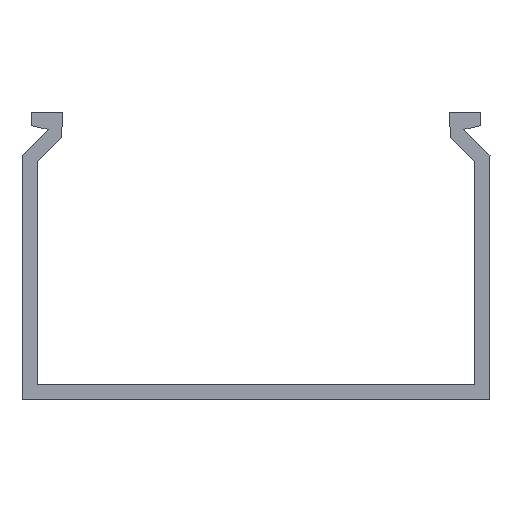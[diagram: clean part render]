
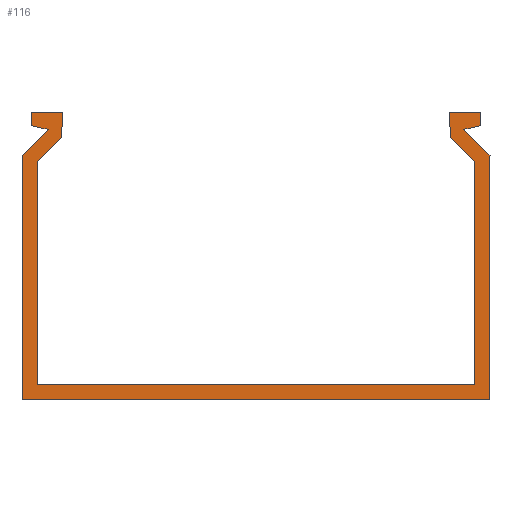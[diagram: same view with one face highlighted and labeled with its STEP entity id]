
A CAD part, front view. The second image highlights one B-rep face of the part: STEP entity #116.
In plain terms, the highlighted planar face has unit normal (0, -1, 0).
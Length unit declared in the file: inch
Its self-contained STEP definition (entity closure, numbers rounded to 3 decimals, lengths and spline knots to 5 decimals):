
#116=ADVANCED_FACE('',(#156),#136,.F.);
#136=PLANE('',#503);
#156=FACE_OUTER_BOUND('',#176,.T.);
#176=EDGE_LOOP('',(#267,#268,#269,#270,#271,#272,#273,#274,#275,#276,#277,
#278,#279,#280,#281,#282,#283,#284));
#267=ORIENTED_EDGE('',*,*,#321,.F.);
#268=ORIENTED_EDGE('',*,*,#373,.T.);
#269=ORIENTED_EDGE('',*,*,#370,.T.);
#270=ORIENTED_EDGE('',*,*,#367,.F.);
#271=ORIENTED_EDGE('',*,*,#364,.F.);
#272=ORIENTED_EDGE('',*,*,#361,.T.);
#273=ORIENTED_EDGE('',*,*,#358,.T.);
#274=ORIENTED_EDGE('',*,*,#355,.F.);
#275=ORIENTED_EDGE('',*,*,#352,.F.);
#276=ORIENTED_EDGE('',*,*,#349,.F.);
#277=ORIENTED_EDGE('',*,*,#346,.T.);
#278=ORIENTED_EDGE('',*,*,#343,.T.);
#279=ORIENTED_EDGE('',*,*,#340,.F.);
#280=ORIENTED_EDGE('',*,*,#337,.F.);
#281=ORIENTED_EDGE('',*,*,#334,.F.);
#282=ORIENTED_EDGE('',*,*,#331,.T.);
#283=ORIENTED_EDGE('',*,*,#328,.F.);
#284=ORIENTED_EDGE('',*,*,#325,.F.);
#285=VERTEX_POINT('',#602);
#286=VERTEX_POINT('',#603);
#289=VERTEX_POINT('',#611);
#291=VERTEX_POINT('',#617);
#293=VERTEX_POINT('',#623);
#295=VERTEX_POINT('',#629);
#297=VERTEX_POINT('',#635);
#299=VERTEX_POINT('',#641);
#301=VERTEX_POINT('',#647);
#303=VERTEX_POINT('',#653);
#305=VERTEX_POINT('',#659);
#307=VERTEX_POINT('',#665);
#309=VERTEX_POINT('',#671);
#311=VERTEX_POINT('',#677);
#313=VERTEX_POINT('',#683);
#315=VERTEX_POINT('',#689);
#317=VERTEX_POINT('',#695);
#319=VERTEX_POINT('',#701);
#321=EDGE_CURVE('',#285,#286,#375,.T.);
#325=EDGE_CURVE('',#286,#289,#379,.T.);
#328=EDGE_CURVE('',#289,#291,#382,.T.);
#331=EDGE_CURVE('',#293,#291,#385,.T.);
#334=EDGE_CURVE('',#293,#295,#388,.T.);
#337=EDGE_CURVE('',#295,#297,#391,.T.);
#340=EDGE_CURVE('',#297,#299,#394,.T.);
#343=EDGE_CURVE('',#301,#299,#397,.T.);
#346=EDGE_CURVE('',#303,#301,#400,.T.);
#349=EDGE_CURVE('',#303,#305,#403,.T.);
#352=EDGE_CURVE('',#305,#307,#406,.T.);
#355=EDGE_CURVE('',#307,#309,#409,.T.);
#358=EDGE_CURVE('',#311,#309,#412,.T.);
#361=EDGE_CURVE('',#313,#311,#415,.T.);
#364=EDGE_CURVE('',#313,#315,#418,.T.);
#367=EDGE_CURVE('',#315,#317,#421,.T.);
#370=EDGE_CURVE('',#319,#317,#424,.T.);
#373=EDGE_CURVE('',#285,#319,#427,.T.);
#375=LINE('',#601,#429);
#379=LINE('',#610,#433);
#382=LINE('',#616,#436);
#385=LINE('',#622,#439);
#388=LINE('',#628,#442);
#391=LINE('',#634,#445);
#394=LINE('',#640,#448);
#397=LINE('',#646,#451);
#400=LINE('',#652,#454);
#403=LINE('',#658,#457);
#406=LINE('',#664,#460);
#409=LINE('',#670,#463);
#412=LINE('',#676,#466);
#415=LINE('',#682,#469);
#418=LINE('',#688,#472);
#421=LINE('',#694,#475);
#424=LINE('',#700,#478);
#427=LINE('',#706,#481);
#429=VECTOR('',#506,1.);
#433=VECTOR('',#512,1.);
#436=VECTOR('',#517,1.);
#439=VECTOR('',#522,1.);
#442=VECTOR('',#527,1.);
#445=VECTOR('',#532,1.);
#448=VECTOR('',#537,1.);
#451=VECTOR('',#542,1.);
#454=VECTOR('',#547,1.);
#457=VECTOR('',#552,1.);
#460=VECTOR('',#557,1.);
#463=VECTOR('',#562,1.);
#466=VECTOR('',#567,1.);
#469=VECTOR('',#572,1.);
#472=VECTOR('',#577,1.);
#475=VECTOR('',#582,1.);
#478=VECTOR('',#587,1.);
#481=VECTOR('',#592,1.);
#503=AXIS2_PLACEMENT_3D('',#710,#598,#599);
#506=DIRECTION('',(1.,0.,0.));
#512=DIRECTION('',(0.,0.,1.));
#517=DIRECTION('',(-0.711,0.,0.703));
#522=DIRECTION('',(0.038,0.,-0.999));
#527=DIRECTION('',(1.,0.,0.));
#532=DIRECTION('',(0.,0.,-1.));
#537=DIRECTION('',(-0.977,0.,-0.211));
#542=DIRECTION('',(-0.711,0.,0.703));
#547=DIRECTION('',(0.,0.,1.));
#552=DIRECTION('',(-1.,0.,0.));
#557=DIRECTION('',(0.,0.,1.));
#562=DIRECTION('',(0.711,0.,0.703));
#567=DIRECTION('',(0.977,0.,-0.211));
#572=DIRECTION('',(0.,0.,-1.));
#577=DIRECTION('',(1.,0.,0.));
#582=DIRECTION('',(-0.038,0.,-0.999));
#587=DIRECTION('',(0.711,0.,0.703));
#592=DIRECTION('',(0.,0.,1.));
#598=DIRECTION('',(0.,1.,0.));
#599=DIRECTION('',(0.,0.,1.));
#601=CARTESIAN_POINT('',(-1.52001,0.,0.105));
#602=CARTESIAN_POINT('',(-1.52001,0.,0.105));
#603=CARTESIAN_POINT('',(1.52001,0.,0.105));
#610=CARTESIAN_POINT('',(1.52001,0.,0.105));
#611=CARTESIAN_POINT('',(1.52015,0.,1.65633));
#616=CARTESIAN_POINT('',(1.52015,0.,1.65633));
#617=CARTESIAN_POINT('',(1.35017,0.,1.82423));
#622=CARTESIAN_POINT('',(1.34342,0.,2.));
#623=CARTESIAN_POINT('',(1.34342,0.,2.));
#628=CARTESIAN_POINT('',(1.34342,0.,2.));
#629=CARTESIAN_POINT('',(1.56078,0.,2.));
#634=CARTESIAN_POINT('',(1.56078,0.,2.));
#635=CARTESIAN_POINT('',(1.56078,0.,1.90461));
#640=CARTESIAN_POINT('',(1.56078,0.,1.90461));
#641=CARTESIAN_POINT('',(1.44339,0.,1.87923));
#646=CARTESIAN_POINT('',(1.62515,0.,1.6997));
#647=CARTESIAN_POINT('',(1.62515,0.,1.6997));
#652=CARTESIAN_POINT('',(1.625,0.,0.));
#653=CARTESIAN_POINT('',(1.625,0.,0.));
#658=CARTESIAN_POINT('',(1.625,0.,0.));
#659=CARTESIAN_POINT('',(-1.625,0.,0.));
#664=CARTESIAN_POINT('',(-1.625,0.,0.));
#665=CARTESIAN_POINT('',(-1.62512,0.,1.6997));
#670=CARTESIAN_POINT('',(-1.62512,0.,1.6997));
#671=CARTESIAN_POINT('',(-1.44336,0.,1.87923));
#676=CARTESIAN_POINT('',(-1.56075,0.,1.90461));
#677=CARTESIAN_POINT('',(-1.56075,0.,1.90461));
#682=CARTESIAN_POINT('',(-1.56075,0.,2.));
#683=CARTESIAN_POINT('',(-1.56075,0.,2.));
#688=CARTESIAN_POINT('',(-1.56075,0.,2.));
#689=CARTESIAN_POINT('',(-1.34338,0.,2.));
#694=CARTESIAN_POINT('',(-1.34338,0.,2.));
#695=CARTESIAN_POINT('',(-1.35014,0.,1.82423));
#700=CARTESIAN_POINT('',(-1.52012,0.,1.65633));
#701=CARTESIAN_POINT('',(-1.52012,0.,1.65633));
#706=CARTESIAN_POINT('',(-1.52001,0.,0.105));
#710=CARTESIAN_POINT('',(1.56078,0.,0.105));
